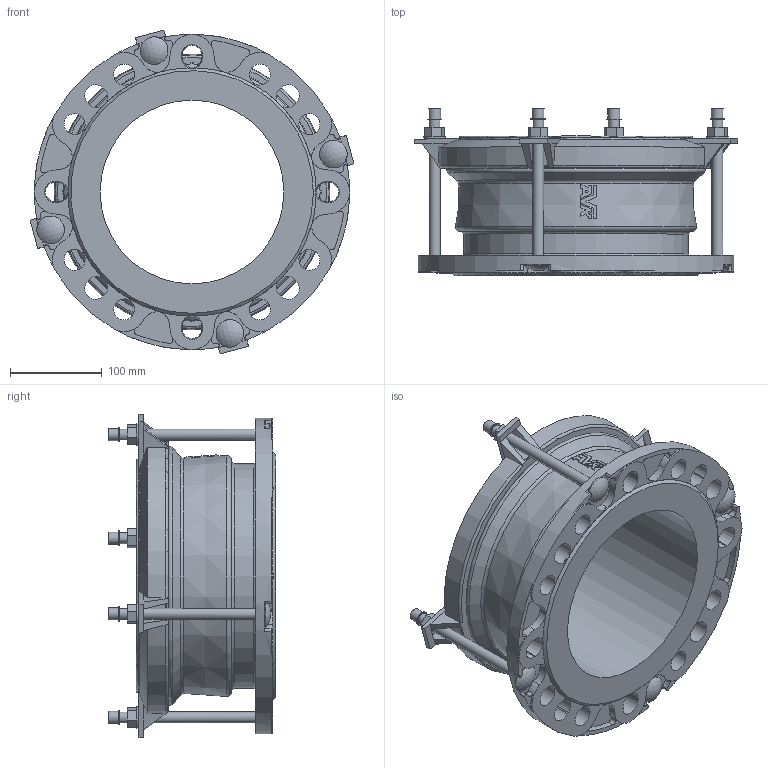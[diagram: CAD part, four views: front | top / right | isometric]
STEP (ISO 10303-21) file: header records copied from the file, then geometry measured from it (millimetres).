
FILE_DESCRIPTION (( 'STEP AP203' ), '1' );
FILE_NAME ('O_603_A_DN200_218-242mm_STEP.STEP', '2015-04-13T08:11:01', ( 'ken' ), ( '' ), 'SwSTEP 2.0', 'SolidWorks 2012', '' );
FILE_SCHEMA (( 'CONFIG_CONTROL_DESIGN' ));
Length unit declared in the file: millimetre
Products named in the file (1): O_603_A_DN200_218-242mm_STEP
Bounding box: 352.15 x 182 x 352.15 mm (x, y, z)
Volume: 4280744 mm3; surface area: 441797.4 mm2
Topology: 1 solids, 1 shells, 445 faces, 1233 edges, 810 vertices
Faces by surface type: plane 206, cylinder 175, cone 45, torus 15, sphere 4
Full cylindrical faces by diameter (mm): 12 x8, 13 x4, 16 x4, 23 x8, 24 x4, 30 x4, 200 x1, 245 x1, 255 x1, 343 x1
Entity records: 16480 total; most frequent: CARTESIAN_POINT 5457, ORIENTED_EDGE 2326, DIRECTION 2188, EDGE_CURVE 1163, AXIS2_PLACEMENT_3D 847, VERTEX_POINT 789, EDGE_LOOP 556, VECTOR 494
